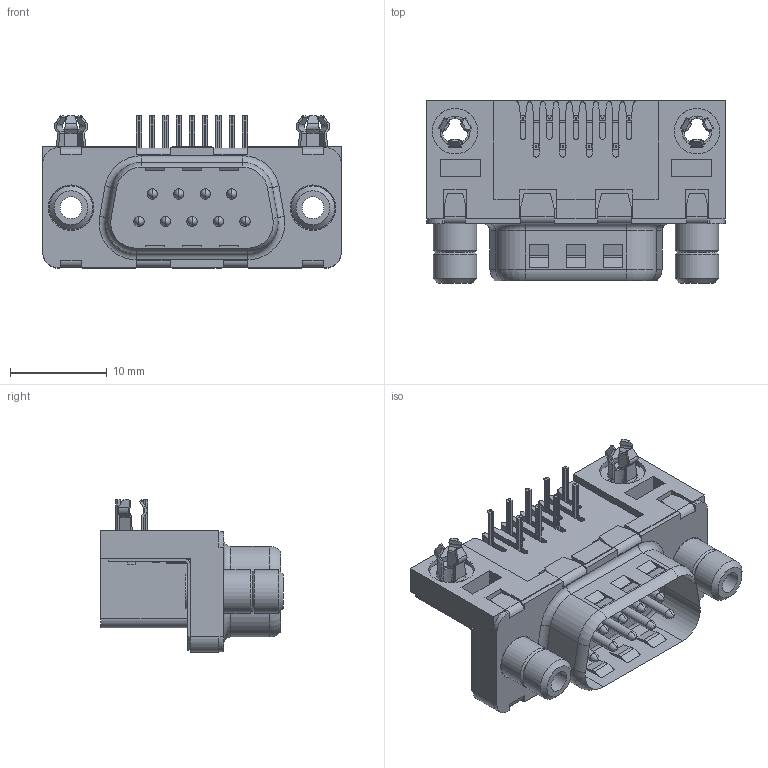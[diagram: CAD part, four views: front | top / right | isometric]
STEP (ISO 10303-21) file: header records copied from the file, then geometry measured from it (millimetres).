
FILE_DESCRIPTION(/* description */ ('STEP AP242','CAx-IF Rec.Pracs.---Representation and Presentation of Product Manufacturing Information (PMI)---4.0---2014-10-13','CAx-IF Rec.Pracs.---3D Tessellated Geometry---0.4---2014-09-14','2;1'),/* implementation_level */ '2;1');
FILE_NAME(/* name */ '6862dc01a83f5a17d9967319',/* time_stamp */ '2025-06-30T18:48:35Z',/* author */ (''),/* organization */ (''),/* preprocessor_version */ 'ST-DEVELOPER v20',/* originating_system */ 'ONSHAPE BY PTC INC, 1.200',/* authorisation */ ' ');
FILE_SCHEMA (('AP242_MANAGED_MODEL_BASED_3D_ENGINEERING_MIM_LF { 1 0 10303 442 1 1 4 }'));
Length unit declared in the file: metre
Products named in the file (1): D09P33E4GV00LF--3DModel-STEP-533217
Bounding box: 30.81 x 18.85 x 15.75 mm (x, y, z)
Volume: 2845.9 mm3; surface area: 4114.8 mm2
Topology: 1 solids, 3 shells, 1387 faces, 4018 edges, 2600 vertices
Faces by surface type: plane 842, cylinder 409, torus 112, bspline 18, cone 6
Full cylindrical faces by diameter (mm): 0.8 x4, 0.99 x9, 1.06 x9, 2.26 x2, 2.45 x2, 3.1 x6, 3.5 x2, 3.65 x2, 4 x2, 4.5 x4, 4.7 x2
Entity records: 47884 total; most frequent: CARTESIAN_POINT 9408, ORIENTED_EDGE 7824, DIRECTION 7705, EDGE_CURVE 3912, LINE 2755, VECTOR 2755, VERTEX_POINT 2568, AXIS2_PLACEMENT_3D 2475
